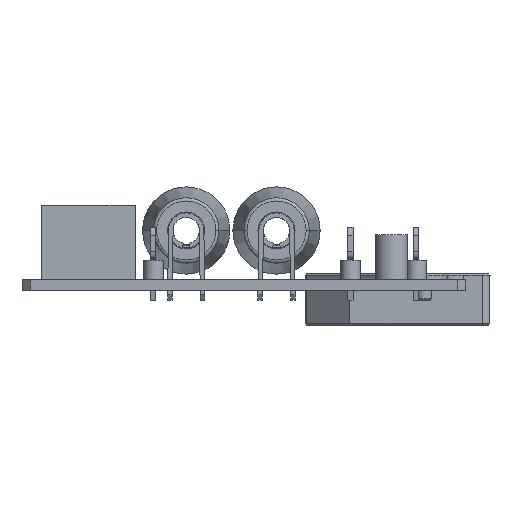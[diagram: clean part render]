
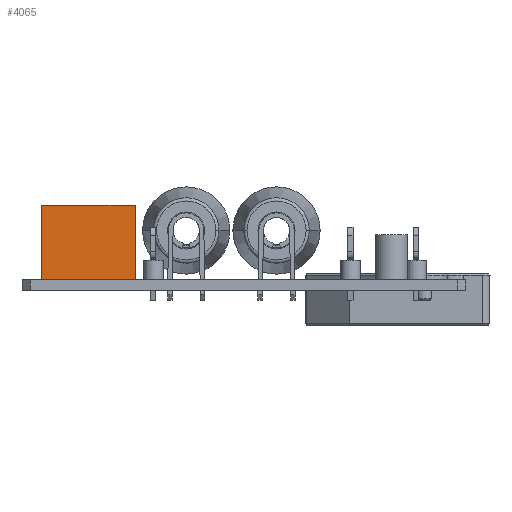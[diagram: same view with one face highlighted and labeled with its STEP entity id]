
A CAD part, left-side view. The second image highlights one B-rep face of the part: STEP entity #4065.
In plain terms, the highlighted planar face has unit normal (-1, 0, 0).
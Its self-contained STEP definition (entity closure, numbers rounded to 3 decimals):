
#4040 = VERTEX_POINT('',#4041);
#4041 = CARTESIAN_POINT('',(-6.495,-7.25,11.5));
#4047 = EDGE_CURVE('',#4048,#4040,#4050,.T.);
#4048 = VERTEX_POINT('',#4049);
#4049 = CARTESIAN_POINT('',(-6.495,-7.25,0.));
#4050 = LINE('',#4051,#4052);
#4051 = CARTESIAN_POINT('',(-6.495,-7.25,0.));
#4052 = VECTOR('',#4053,1.);
#4053 = DIRECTION('',(0.,0.,1.));
#4065 = ADVANCED_FACE('',(#4066),#4091,.T.);
#4066 = FACE_BOUND('',#4067,.T.);
#4067 = EDGE_LOOP('',(#4068,#4069,#4077,#4085));
#4068 = ORIENTED_EDGE('',*,*,#4047,.T.);
#4069 = ORIENTED_EDGE('',*,*,#4070,.T.);
#4070 = EDGE_CURVE('',#4040,#4071,#4073,.T.);
#4071 = VERTEX_POINT('',#4072);
#4072 = CARTESIAN_POINT('',(-6.495,7.25,11.5));
#4073 = LINE('',#4074,#4075);
#4074 = CARTESIAN_POINT('',(-6.495,-7.25,11.5));
#4075 = VECTOR('',#4076,1.);
#4076 = DIRECTION('',(0.,1.,0.));
#4077 = ORIENTED_EDGE('',*,*,#4078,.F.);
#4078 = EDGE_CURVE('',#4079,#4071,#4081,.T.);
#4079 = VERTEX_POINT('',#4080);
#4080 = CARTESIAN_POINT('',(-6.495,7.25,0.));
#4081 = LINE('',#4082,#4083);
#4082 = CARTESIAN_POINT('',(-6.495,7.25,0.));
#4083 = VECTOR('',#4084,1.);
#4084 = DIRECTION('',(0.,0.,1.));
#4085 = ORIENTED_EDGE('',*,*,#4086,.F.);
#4086 = EDGE_CURVE('',#4048,#4079,#4087,.T.);
#4087 = LINE('',#4088,#4089);
#4088 = CARTESIAN_POINT('',(-6.495,-7.25,0.));
#4089 = VECTOR('',#4090,1.);
#4090 = DIRECTION('',(0.,1.,0.));
#4091 = PLANE('',#4092);
#4092 = AXIS2_PLACEMENT_3D('',#4093,#4094,#4095);
#4093 = CARTESIAN_POINT('',(-6.495,-7.25,0.));
#4094 = DIRECTION('',(-1.,0.,0.));
#4095 = DIRECTION('',(0.,1.,0.));
